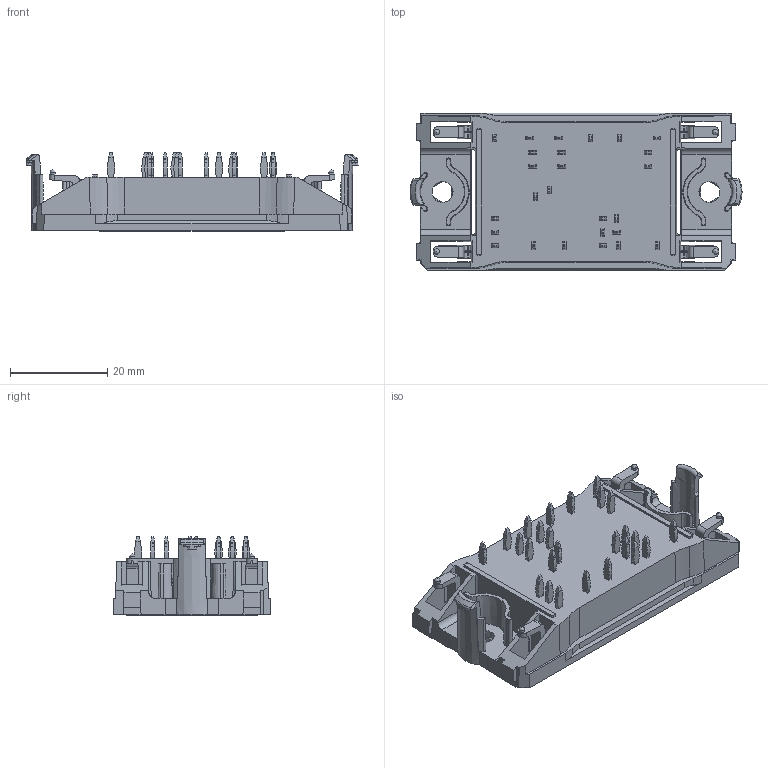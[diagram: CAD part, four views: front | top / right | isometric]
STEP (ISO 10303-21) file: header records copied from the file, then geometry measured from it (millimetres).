
FILE_DESCRIPTION( ( 'Unknown' ), '1' );
FILE_NAME( 'Flow1-2C12Y-M900-01-OL.stp', 'Unknown', ( 'Unknown' ), ( 'Unknown' ), 'PSStep 15.0.49', 'Unknown', ' ' );
FILE_SCHEMA( ( 'AUTOMOTIVE_DESIGN { 1 0 10303 214 1 1 1 1 }' ) );
Length unit declared in the file: millimetre
Products named in the file (1): Flow0-2C12Y-M900-01-H
Bounding box: 68.4 x 32.5 x 16.23 mm (x, y, z)
Volume: 16810.4 mm3; surface area: 9338.9 mm2
Topology: 1 solids, 1 shells, 1284 faces, 3478 edges, 2296 vertices
Faces by surface type: plane 993, cylinder 240, cone 34, extrusion 5, bspline 4, torus 4, sphere 4
Full cylindrical faces by diameter (mm): 1.1 x4
Entity records: 50543 total; most frequent: CARTESIAN_POINT 7450, ORIENTED_EDGE 6916, DIRECTION 6575, EDGE_CURVE 3458, VECTOR 2819, LINE 2814, VERTEX_POINT 2292, AXIS2_PLACEMENT_3D 1878
